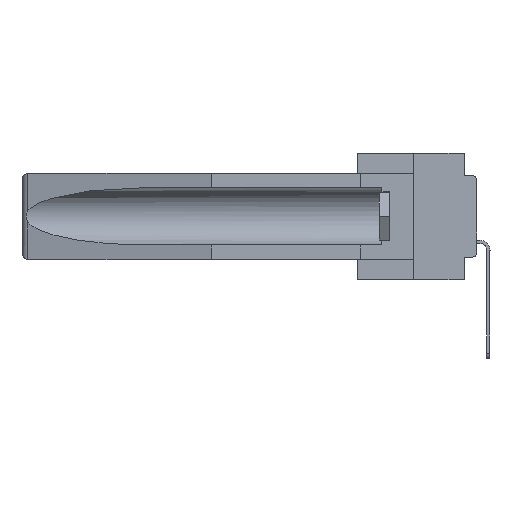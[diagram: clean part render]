
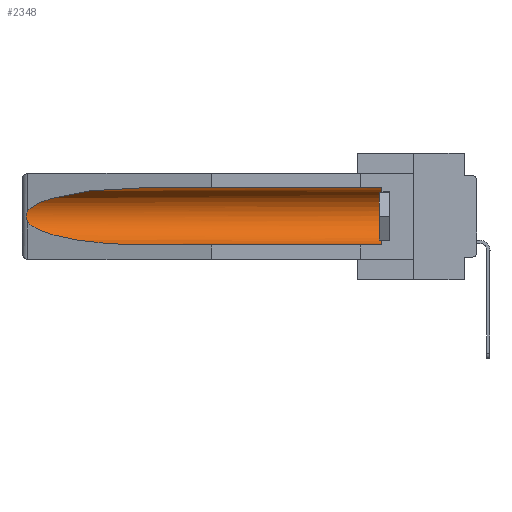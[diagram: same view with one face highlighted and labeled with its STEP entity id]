
A CAD part, left-side view. The second image highlights one B-rep face of the part: STEP entity #2348.
In plain terms, the highlighted cylindrical face has radius 2.857 mm (diameter 5.715 mm), a partial arc.
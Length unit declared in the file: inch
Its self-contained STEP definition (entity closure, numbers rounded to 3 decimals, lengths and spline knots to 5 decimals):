
#42 = VECTOR ( 'NONE', #24463, 39.37008 ) ;
#1206 = CARTESIAN_POINT ( 'NONE',  ( 0.155, 0.126, -0.059 ) ) ;
#1730 = CARTESIAN_POINT ( 'NONE',  ( 0.155, 1.07973, -0.059 ) ) ;
#2348 = ADVANCED_FACE ( 'NONE', ( #5922 ), #29641, .F. ) ;
#2563 = EDGE_CURVE ( 'NONE', #19197, #26920, #5044, .T. ) ;
#2683 = CARTESIAN_POINT ( 'NONE',  ( 0.155, 1.07973, -0.284 ) ) ;
#4881 = VERTEX_POINT ( 'NONE', #19668 ) ;
#5044 = B_SPLINE_CURVE_WITH_KNOTS ( 'NONE', 3,
 ( #16184, #23451, #19460, #21848, #9697, #24223, #18995, #16640, #22000, #26764 ),
 .UNSPECIFIED., .F., .F.,
 ( 4, 2, 2, 2, 4 ),
 ( 0., 0.00029, 0.00058, 0.00087, 0.00117 ),
 .UNSPECIFIED. ) ;
#5218 = ORIENTED_EDGE ( 'NONE', *, *, #11037, .T. ) ;
#5623 = EDGE_CURVE ( 'NONE', #26920, #4881, #20970, .T. ) ;
#5922 = FACE_OUTER_BOUND ( 'NONE', #11652, .T. ) ;
#7084 = LINE ( 'NONE', #30977, #12557 ) ;
#7556 = LINE ( 'NONE', #12435, #42 ) ;
#9309 = DIRECTION ( 'NONE',  ( 0., 1., 0. ) ) ;
#9658 = EDGE_CURVE ( 'NONE', #29125, #4881, #7084, .T. ) ;
#9697 = CARTESIAN_POINT ( 'NONE',  ( 0.2675, 1.53308, -0.16763 ) ) ;
#9792 = EDGE_CURVE ( 'NONE', #29125, #11777, #11573, .T. ) ;
#9977 = CARTESIAN_POINT ( 'NONE',  ( 0.155, 0.126, -0.284 ) ) ;
#10170 = CARTESIAN_POINT ( 'NONE',  ( 0.26537, 1.52718, -0.19328 ) ) ;
#11037 = EDGE_CURVE ( 'NONE', #11777, #30976, #7556, .T. ) ;
#11573 = CIRCLE ( 'NONE', #22167, 0.1125 ) ;
#11652 = EDGE_LOOP ( 'NONE', ( #27586, #23290, #25152, #12691, #24250, #5218 ) ) ;
#11777 = VERTEX_POINT ( 'NONE', #1206 ) ;
#12435 = CARTESIAN_POINT ( 'NONE',  ( 0.155, -0.30754, -0.059 ) ) ;
#12557 = VECTOR ( 'NONE', #9309, 39.37008 ) ;
#12691 = ORIENTED_EDGE ( 'NONE', *, *, #9658, .F. ) ;
#13184 = DIRECTION ( 'NONE',  ( 0., 0., 1. ) ) ;
#13730 = CARTESIAN_POINT ( 'NONE',  ( 0.26537, 1.52718, -0.14972 ) ) ;
#14496 = AXIS2_PLACEMENT_3D ( 'NONE', #20443, #24893, #13184 ) ;
#16184 = CARTESIAN_POINT ( 'NONE',  ( 0.26537, 1.52718, -0.14972 ) ) ;
#16571 = CARTESIAN_POINT ( 'NONE',  ( 0.26537, 1.52718, -0.19328 ) ) ;
#16640 = CARTESIAN_POINT ( 'NONE',  ( 0.26655, 1.53094, -0.18657 ) ) ;
#18511 =( BOUNDED_CURVE ( )  B_SPLINE_CURVE ( 3, ( #25760, #30819, #26226, #13730 ),
 .UNSPECIFIED., .F., .F. ) 
 B_SPLINE_CURVE_WITH_KNOTS ( ( 4, 4 ),
 ( 4.71239, 6.08839 ),
 .UNSPECIFIED. ) 
 CURVE ( )  GEOMETRIC_REPRESENTATION_ITEM ( )  RATIONAL_B_SPLINE_CURVE ( ( 1., 0.848, 0.848, 1. ) ) 
 REPRESENTATION_ITEM ( '' )  );
#18995 = CARTESIAN_POINT ( 'NONE',  ( 0.2673, 1.53269, -0.17917 ) ) ;
#19068 = DIRECTION ( 'NONE',  ( 0., 0., 1. ) ) ;
#19197 = VERTEX_POINT ( 'NONE', #30994 ) ;
#19460 = CARTESIAN_POINT ( 'NONE',  ( 0.26654, 1.53092, -0.15636 ) ) ;
#19668 = CARTESIAN_POINT ( 'NONE',  ( 0.155, 1.07973, -0.284 ) ) ;
#20443 = CARTESIAN_POINT ( 'NONE',  ( 0.155, -0.30754, -0.1715 ) ) ;
#20970 =( BOUNDED_CURVE ( )  B_SPLINE_CURVE ( 3, ( #16571, #26857, #26543, #2683 ),
 .UNSPECIFIED., .F., .F. ) 
 B_SPLINE_CURVE_WITH_KNOTS ( ( 4, 4 ),
 ( 0.1948, 1.5708 ),
 .UNSPECIFIED. ) 
 CURVE ( )  GEOMETRIC_REPRESENTATION_ITEM ( )  RATIONAL_B_SPLINE_CURVE ( ( 1., 0.848, 0.848, 1. ) ) 
 REPRESENTATION_ITEM ( '' )  );
#21302 = CARTESIAN_POINT ( 'NONE',  ( 0.155, 0.126, -0.1715 ) ) ;
#21848 = CARTESIAN_POINT ( 'NONE',  ( 0.2673, 1.5327, -0.16383 ) ) ;
#22000 = CARTESIAN_POINT ( 'NONE',  ( 0.26597, 1.5296, -0.19026 ) ) ;
#22167 = AXIS2_PLACEMENT_3D ( 'NONE', #21302, #23830, #19068 ) ;
#23097 = EDGE_CURVE ( 'NONE', #30976, #19197, #18511, .T. ) ;
#23290 = ORIENTED_EDGE ( 'NONE', *, *, #2563, .T. ) ;
#23451 = CARTESIAN_POINT ( 'NONE',  ( 0.26597, 1.52961, -0.15275 ) ) ;
#23830 = DIRECTION ( 'NONE',  ( 0., -1., 0. ) ) ;
#24223 = CARTESIAN_POINT ( 'NONE',  ( 0.2675, 1.53308, -0.17534 ) ) ;
#24250 = ORIENTED_EDGE ( 'NONE', *, *, #9792, .T. ) ;
#24463 = DIRECTION ( 'NONE',  ( 0., 1., 0. ) ) ;
#24893 = DIRECTION ( 'NONE',  ( 0., 1., 0. ) ) ;
#25152 = ORIENTED_EDGE ( 'NONE', *, *, #5623, .T. ) ;
#25760 = CARTESIAN_POINT ( 'NONE',  ( 0.155, 1.07973, -0.059 ) ) ;
#26226 = CARTESIAN_POINT ( 'NONE',  ( 0.25451, 1.48313, -0.09465 ) ) ;
#26543 = CARTESIAN_POINT ( 'NONE',  ( 0.21114, 1.30732, -0.284 ) ) ;
#26764 = CARTESIAN_POINT ( 'NONE',  ( 0.26537, 1.52718, -0.19328 ) ) ;
#26857 = CARTESIAN_POINT ( 'NONE',  ( 0.25451, 1.48313, -0.24835 ) ) ;
#26920 = VERTEX_POINT ( 'NONE', #10170 ) ;
#27586 = ORIENTED_EDGE ( 'NONE', *, *, #23097, .T. ) ;
#29125 = VERTEX_POINT ( 'NONE', #9977 ) ;
#29641 = CYLINDRICAL_SURFACE ( 'NONE', #14496, 0.1125 ) ;
#30819 = CARTESIAN_POINT ( 'NONE',  ( 0.21114, 1.30732, -0.059 ) ) ;
#30976 = VERTEX_POINT ( 'NONE', #1730 ) ;
#30977 = CARTESIAN_POINT ( 'NONE',  ( 0.155, -0.30754, -0.284 ) ) ;
#30994 = CARTESIAN_POINT ( 'NONE',  ( 0.26537, 1.52718, -0.14972 ) ) ;
